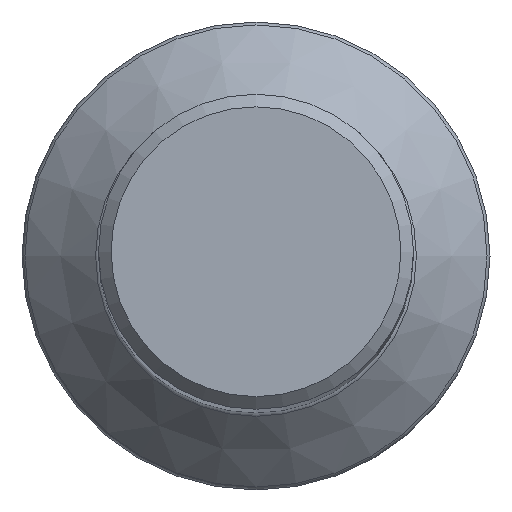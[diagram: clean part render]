
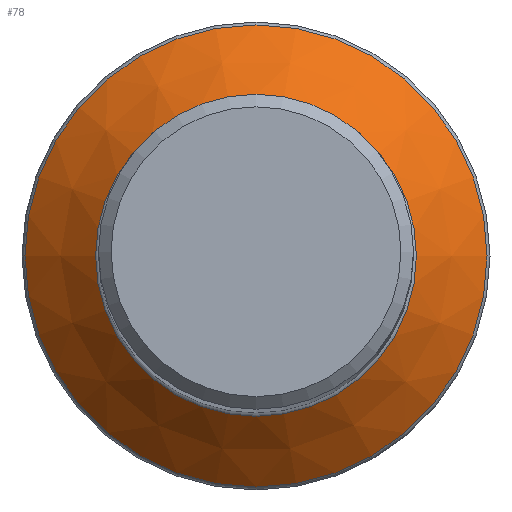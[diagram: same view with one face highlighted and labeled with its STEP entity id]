
A CAD part, top view. The second image highlights one B-rep face of the part: STEP entity #78.
In plain terms, the highlighted conical face has half-angle 45 degrees and reference radius 12.734 mm.
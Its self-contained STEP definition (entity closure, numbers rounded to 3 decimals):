
#69=CONICAL_SURFACE('',#253,12.734,45.);
#78=ADVANCED_FACE('',(#105,#106),#69,.T.);
#105=FACE_BOUND('',#137,.T.);
#106=FACE_BOUND('',#138,.T.);
#137=EDGE_LOOP('',(#169));
#138=EDGE_LOOP('',(#170));
#169=ORIENTED_EDGE('',*,*,#214,.F.);
#170=ORIENTED_EDGE('',*,*,#213,.T.);
#196=VERTEX_POINT('',#356);
#197=VERTEX_POINT('',#359);
#213=EDGE_CURVE('',#196,#196,#229,.T.);
#214=EDGE_CURVE('',#197,#197,#230,.T.);
#229=CIRCLE('',#250,12.734);
#230=CIRCLE('',#252,18.338);
#250=AXIS2_PLACEMENT_3D('',#355,#292,#293);
#252=AXIS2_PLACEMENT_3D('',#358,#296,#297);
#253=AXIS2_PLACEMENT_3D('',#360,#298,#299);
#292=DIRECTION('',(0.,0.,-1.));
#293=DIRECTION('',(-1.,0.,0.));
#296=DIRECTION('',(0.,0.,-1.));
#297=DIRECTION('',(-1.,0.,0.));
#298=DIRECTION('',(0.,0.,-1.));
#299=DIRECTION('',(-1.,0.,0.));
#355=CARTESIAN_POINT('',(0.,0.,-131.427));
#356=CARTESIAN_POINT('',(-12.734,0.,-131.427));
#358=CARTESIAN_POINT('',(0.,0.,-137.03));
#359=CARTESIAN_POINT('',(-18.338,0.,-137.03));
#360=CARTESIAN_POINT('',(0.,0.,-131.427));
